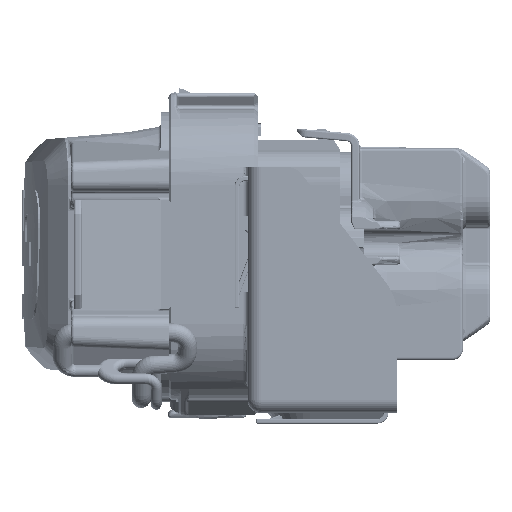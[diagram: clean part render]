
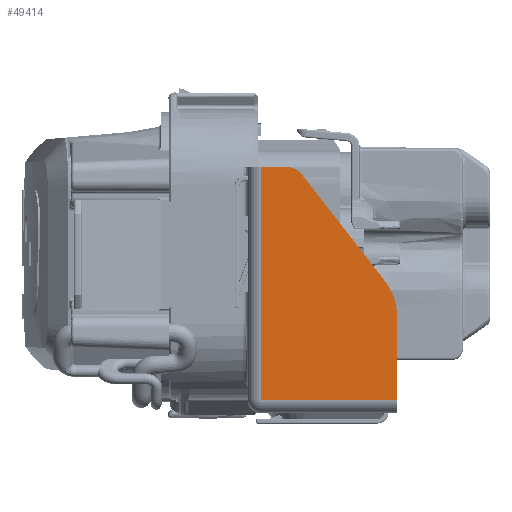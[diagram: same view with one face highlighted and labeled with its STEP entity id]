
A CAD part, left-side view. The second image highlights one B-rep face of the part: STEP entity #49414.
In plain terms, the highlighted planar face has unit normal (-1, 0, 0).
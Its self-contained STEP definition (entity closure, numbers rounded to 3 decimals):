
#8976=DIRECTION('',(0.,0.,1.));
#8977=VECTOR('',#8976,15.5);
#8978=CARTESIAN_POINT('',(-81.5,-36.,-26.75));
#8979=LINE('',#8978,#8977);
#10766=DIRECTION('',(0.,1.,0.));
#10767=VECTOR('',#10766,5.);
#10768=CARTESIAN_POINT('',(-81.5,-16.,16.));
#10769=LINE('',#10768,#10767);
#10779=DIRECTION('',(0.,0.,1.));
#10780=VECTOR('',#10779,42.75);
#10781=CARTESIAN_POINT('',(-81.5,-11.,-26.75));
#10782=LINE('',#10781,#10780);
#10783=CARTESIAN_POINT('',(-81.5,-16.,13.));
#10784=DIRECTION('',(1.,0.,0.));
#10785=DIRECTION('',(0.,0.,1.));
#10786=AXIS2_PLACEMENT_3D('',#10783,#10784,#10785);
#10788=DIRECTION('',(0.,-0.614,-0.789));
#10789=VECTOR('',#10788,25.28);
#10790=CARTESIAN_POINT('',(-81.5,-18.368,14.842));
#10791=LINE('',#10790,#10789);
#10792=CARTESIAN_POINT('',(-81.5,-26.,-11.25));
#10793=DIRECTION('',(1.,0.,0.));
#10794=DIRECTION('',(0.,-0.789,0.614));
#10795=AXIS2_PLACEMENT_3D('',#10792,#10793,#10794);
#10797=DIRECTION('',(0.,-1.,0.));
#10798=VECTOR('',#10797,25.);
#10799=CARTESIAN_POINT('',(-81.5,-11.,-26.75));
#10800=LINE('',#10799,#10798);
#30988=CARTESIAN_POINT('',(-81.5,-18.368,14.842));
#30989=CARTESIAN_POINT('',(-81.5,-33.892,-5.109));
#30990=VERTEX_POINT('',#30988);
#30991=VERTEX_POINT('',#30989);
#30992=CARTESIAN_POINT('',(-81.5,-16.,16.));
#30993=VERTEX_POINT('',#30992);
#30994=CARTESIAN_POINT('',(-81.5,-36.,-11.25));
#30995=VERTEX_POINT('',#30994);
#31004=CARTESIAN_POINT('',(-81.5,-36.,-26.75));
#31006=VERTEX_POINT('',#31004);
#31011=CARTESIAN_POINT('',(-81.5,-11.,16.));
#31013=VERTEX_POINT('',#31011);
#31014=CARTESIAN_POINT('',(-81.5,-11.,-26.75));
#31015=VERTEX_POINT('',#31014);
#49397=CARTESIAN_POINT('',(-81.5,-36.,-29.25));
#49398=DIRECTION('',(1.,0.,0.));
#49399=DIRECTION('',(0.,0.,1.));
#49400=AXIS2_PLACEMENT_3D('',#49397,#49398,#49399);
#49401=PLANE('',#49400);
#49403=ORIENTED_EDGE('',*,*,#49402,.T.);
#49404=ORIENTED_EDGE('',*,*,#49387,.F.);
#49405=ORIENTED_EDGE('',*,*,#49376,.T.);
#49406=ORIENTED_EDGE('',*,*,#49362,.T.);
#49408=ORIENTED_EDGE('',*,*,#49407,.T.);
#49409=ORIENTED_EDGE('',*,*,#46410,.F.);
#49411=ORIENTED_EDGE('',*,*,#49410,.F.);
#49412=EDGE_LOOP('',(#49403,#49404,#49405,#49406,#49408,#49409,#49411));
#49413=FACE_OUTER_BOUND('',#49412,.F.);
#49414=ADVANCED_FACE('',(#49413),#49401,.F.);
#10787=CIRCLE('',#10786,3.);
#10796=CIRCLE('',#10795,10.);
#46410=EDGE_CURVE('',#31006,#30995,#8979,.T.);
#49362=EDGE_CURVE('',#30990,#30991,#10791,.T.);
#49376=EDGE_CURVE('',#30993,#30990,#10787,.T.);
#49387=EDGE_CURVE('',#30993,#31013,#10769,.T.);
#49402=EDGE_CURVE('',#31015,#31013,#10782,.T.);
#49407=EDGE_CURVE('',#30991,#30995,#10796,.T.);
#49410=EDGE_CURVE('',#31015,#31006,#10800,.T.);
